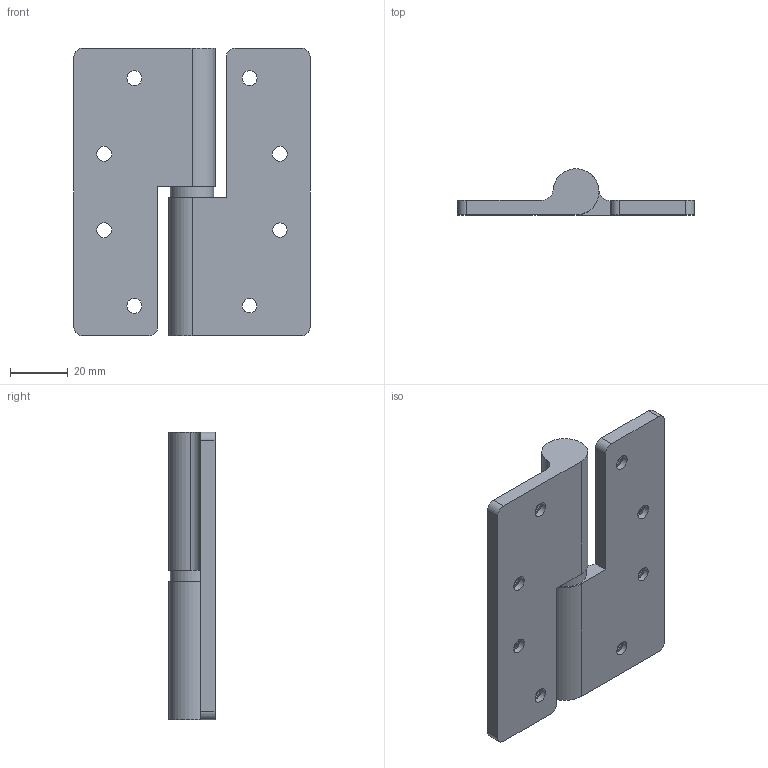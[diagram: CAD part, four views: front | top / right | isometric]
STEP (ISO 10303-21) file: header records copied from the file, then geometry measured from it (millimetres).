
FILE_DESCRIPTION( ( 'STEP AP214' ), '1' );
FILE_NAME( 'SK2-8058-1L.stp', '2023-05-08T08:43:20', ( 'License CC BY-ND 4.0' ), ( 'CADENAS' ), ' ', 'PARTsolutions', ' ' );
FILE_SCHEMA( ( 'AUTOMOTIVE_DESIGN { 1 0 10303 214 1 1 1 1 }' ) );
Length unit declared in the file: millimetre
Products named in the file (3): SK2-8058-1L; _sk2_8058_1l_1(0)_1; _sk2_8058_1l_2(0)
Assembly tree (2 placements, depth 2):
  SK2-8058-1L
    _sk2_8058_1l_1(0)_1
    _sk2_8058_1l_2(0)
Bounding box: 82 x 15.99 x 100 mm (x, y, z)
Volume: 52768.7 mm3; surface area: 21219.1 mm2
Topology: 2 solids, 2 shells, 53 faces, 122 edges, 75 vertices
Faces by surface type: cylinder 28, plane 16, cone 9
Full cylindrical faces by diameter (mm): 5 x2, 5.2 x6, 8 x1, 10 x8, 15 x1
Entity records: 1876 total; most frequent: DIRECTION 264, CARTESIAN_POINT 226, ORIENTED_EDGE 190, AXIS2_PLACEMENT_3D 113, EDGE_LOOP 98, EDGE_CURVE 95, VERTEX_POINT 75, FACE_OUTER_BOUND 71
